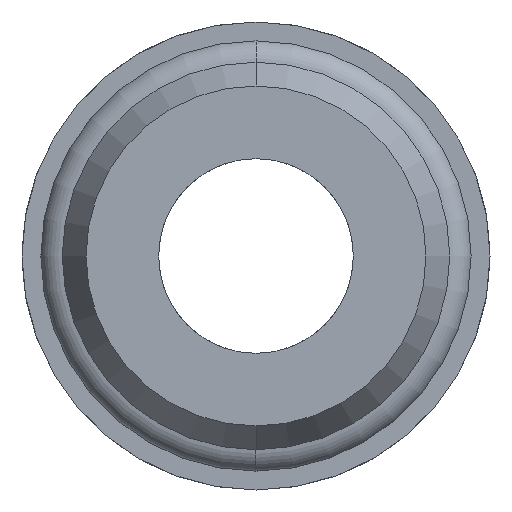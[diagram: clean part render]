
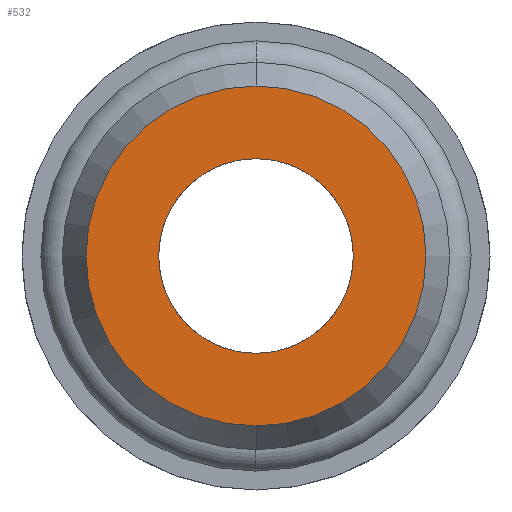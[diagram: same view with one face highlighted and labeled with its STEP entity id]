
A CAD part, front view. The second image highlights one B-rep face of the part: STEP entity #532.
In plain terms, the highlighted planar face has unit normal (0, -1, 0).
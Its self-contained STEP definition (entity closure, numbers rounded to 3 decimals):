
#55 = CIRCLE ( 'NONE', #896, 5.2 ) ;
#82 = FACE_OUTER_BOUND ( 'NONE', #2101, .T. ) ;
#109 = CARTESIAN_POINT ( 'NONE',  ( 0., 0., 0. ) ) ;
#114 = CARTESIAN_POINT ( 'NONE',  ( 0., 0., -9.08 ) ) ;
#164 = CARTESIAN_POINT ( 'NONE',  ( 0., 0., 0. ) ) ;
#168 = DIRECTION ( 'NONE',  ( 0., -1., 0. ) ) ;
#440 = VERTEX_POINT ( 'NONE', #114 ) ;
#482 = FACE_BOUND ( 'NONE', #1673, .T. ) ;
#532 = ADVANCED_FACE ( 'NONE', ( #482, #82 ), #573, .T. ) ;
#573 = PLANE ( 'NONE',  #1100 ) ;
#595 = DIRECTION ( 'NONE',  ( 0., -1., 0. ) ) ;
#619 = AXIS2_PLACEMENT_3D ( 'NONE', #164, #595, #1239 ) ;
#890 = CIRCLE ( 'NONE', #2542, 9.08 ) ;
#896 = AXIS2_PLACEMENT_3D ( 'NONE', #109, #1538, #1339 ) ;
#948 = CARTESIAN_POINT ( 'NONE',  ( 0., 0., 5.2 ) ) ;
#1065 = EDGE_CURVE ( 'NONE', #1902, #1488, #2129, .T. ) ;
#1076 = DIRECTION ( 'NONE',  ( 0., 0., -1. ) ) ;
#1100 = AXIS2_PLACEMENT_3D ( 'NONE', #1804, #2630, #2240 ) ;
#1102 = EDGE_CURVE ( 'NONE', #440, #2589, #890, .T. ) ;
#1176 = CARTESIAN_POINT ( 'NONE',  ( 0., 0., 0. ) ) ;
#1239 = DIRECTION ( 'NONE',  ( 0., 0., -1. ) ) ;
#1339 = DIRECTION ( 'NONE',  ( 0., 0., -1. ) ) ;
#1474 = CARTESIAN_POINT ( 'NONE',  ( 0., 0., 0. ) ) ;
#1488 = VERTEX_POINT ( 'NONE', #948 ) ;
#1496 = CIRCLE ( 'NONE', #2216, 9.08 ) ;
#1538 = DIRECTION ( 'NONE',  ( 0., -1., 0. ) ) ;
#1588 = CARTESIAN_POINT ( 'NONE',  ( 0., 0., 9.08 ) ) ;
#1589 = ORIENTED_EDGE ( 'NONE', *, *, #1065, .F. ) ;
#1602 = DIRECTION ( 'NONE',  ( 0., 0., -1. ) ) ;
#1625 = ORIENTED_EDGE ( 'NONE', *, *, #2080, .T. ) ;
#1673 = EDGE_LOOP ( 'NONE', ( #1589, #1934 ) ) ;
#1804 = CARTESIAN_POINT ( 'NONE',  ( 9.08, 0., 0. ) ) ;
#1902 = VERTEX_POINT ( 'NONE', #2111 ) ;
#1934 = ORIENTED_EDGE ( 'NONE', *, *, #2020, .F. ) ;
#2020 = EDGE_CURVE ( 'NONE', #1488, #1902, #55, .T. ) ;
#2080 = EDGE_CURVE ( 'NONE', #2589, #440, #1496, .T. ) ;
#2101 = EDGE_LOOP ( 'NONE', ( #1625, #2439 ) ) ;
#2111 = CARTESIAN_POINT ( 'NONE',  ( 0., 0., -5.2 ) ) ;
#2129 = CIRCLE ( 'NONE', #619, 5.2 ) ;
#2216 = AXIS2_PLACEMENT_3D ( 'NONE', #1176, #168, #1602 ) ;
#2240 = DIRECTION ( 'NONE',  ( 0., 0., -1. ) ) ;
#2439 = ORIENTED_EDGE ( 'NONE', *, *, #1102, .T. ) ;
#2533 = DIRECTION ( 'NONE',  ( 0., -1., 0. ) ) ;
#2542 = AXIS2_PLACEMENT_3D ( 'NONE', #1474, #2533, #1076 ) ;
#2589 = VERTEX_POINT ( 'NONE', #1588 ) ;
#2630 = DIRECTION ( 'NONE',  ( 0., -1., 0. ) ) ;
